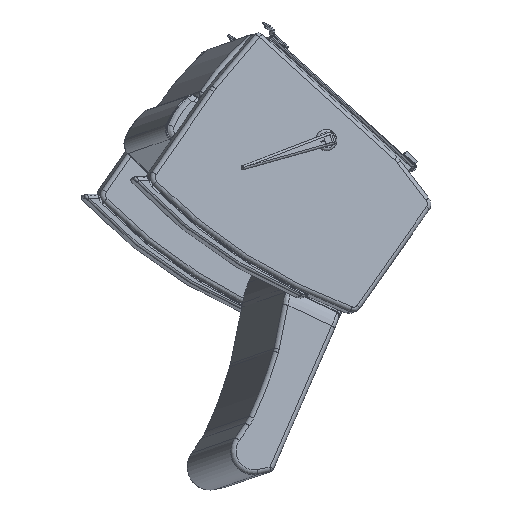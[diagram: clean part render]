
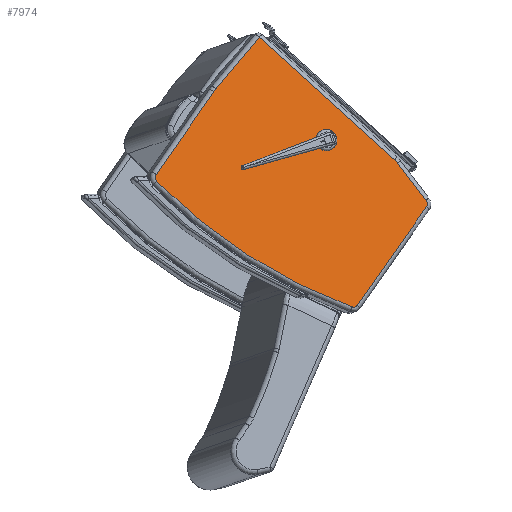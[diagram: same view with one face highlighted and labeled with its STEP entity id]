
A CAD part, left-side view. The second image highlights one B-rep face of the part: STEP entity #7974.
In plain terms, the highlighted face is planar.
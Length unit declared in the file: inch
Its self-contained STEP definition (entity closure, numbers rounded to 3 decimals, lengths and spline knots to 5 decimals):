
#647=CIRCLE('',#8708,0.625);
#652=CIRCLE('',#8714,0.5);
#654=CIRCLE('',#8717,59.625);
#655=CIRCLE('',#8719,0.625);
#661=CIRCLE('',#8727,4.5);
#664=CIRCLE('',#8734,2.625);
#1320=FACE_OUTER_BOUND('',#1840,.T.);
#1840=EDGE_LOOP('',(#6191,#6192,#6193,#6194,#6195,#6196,#6197,#6198,#6199,
#6200,#6201));
#2428=LINE('',#13308,#3002);
#2431=LINE('',#13356,#3005);
#2433=LINE('',#13365,#3007);
#2434=LINE('',#13379,#3008);
#2437=LINE('',#13386,#3011);
#3002=VECTOR('',#10261,0.3937);
#3005=VECTOR('',#10290,0.3937);
#3007=VECTOR('',#10302,0.3937);
#3008=VECTOR('',#10305,0.3937);
#3011=VECTOR('',#10312,0.3937);
#3579=VERTEX_POINT('',#13274);
#3581=VERTEX_POINT('',#13279);
#3582=VERTEX_POINT('',#13290);
#3584=VERTEX_POINT('',#13307);
#3586=VERTEX_POINT('',#13321);
#3589=VERTEX_POINT('',#13329);
#3590=VERTEX_POINT('',#13346);
#3592=VERTEX_POINT('',#13352);
#3594=VERTEX_POINT('',#13358);
#3597=VERTEX_POINT('',#13368);
#3598=VERTEX_POINT('',#13382);
#4467=EDGE_CURVE('',#3581,#3582,#647,.T.);
#4470=EDGE_CURVE('',#3582,#3584,#2428,.T.);
#4475=EDGE_CURVE('',#3584,#3586,#652,.T.);
#4477=EDGE_CURVE('',#3586,#3589,#654,.T.);
#4479=EDGE_CURVE('',#3589,#3590,#655,.T.);
#4484=EDGE_CURVE('',#3590,#3592,#2431,.T.);
#4487=EDGE_CURVE('',#3592,#3594,#661,.T.);
#4489=EDGE_CURVE('',#3594,#3579,#2433,.T.);
#4491=EDGE_CURVE('',#3597,#3581,#2434,.T.);
#4495=EDGE_CURVE('',#3579,#3598,#2437,.T.);
#4497=EDGE_CURVE('',#3598,#3597,#664,.T.);
#6191=ORIENTED_EDGE('',*,*,#4467,.F.);
#6192=ORIENTED_EDGE('',*,*,#4491,.F.);
#6193=ORIENTED_EDGE('',*,*,#4497,.F.);
#6194=ORIENTED_EDGE('',*,*,#4495,.F.);
#6195=ORIENTED_EDGE('',*,*,#4489,.F.);
#6196=ORIENTED_EDGE('',*,*,#4487,.F.);
#6197=ORIENTED_EDGE('',*,*,#4484,.F.);
#6198=ORIENTED_EDGE('',*,*,#4479,.F.);
#6199=ORIENTED_EDGE('',*,*,#4477,.F.);
#6200=ORIENTED_EDGE('',*,*,#4475,.F.);
#6201=ORIENTED_EDGE('',*,*,#4470,.F.);
#7685=PLANE('',#8768);
#7974=ADVANCED_FACE('',(#1320),#7685,.T.);
#8708=AXIS2_PLACEMENT_3D('',#13291,#10255,#10256);
#8714=AXIS2_PLACEMENT_3D('',#13325,#10269,#10270);
#8717=AXIS2_PLACEMENT_3D('',#13330,#10275,#10276);
#8719=AXIS2_PLACEMENT_3D('',#13347,#10279,#10280);
#8727=AXIS2_PLACEMENT_3D('',#13362,#10297,#10298);
#8734=AXIS2_PLACEMENT_3D('',#13389,#10317,#10318);
#8768=AXIS2_PLACEMENT_3D('',#13512,#10401,#10402);
#10255=DIRECTION('center_axis',(0.,0.,-1.));
#10256=DIRECTION('ref_axis',(-0.724,-0.69,0.));
#10261=DIRECTION('',(-0.099,0.995,0.));
#10269=DIRECTION('center_axis',(0.,0.,-1.));
#10270=DIRECTION('ref_axis',(-0.857,0.516,0.));
#10275=DIRECTION('center_axis',(0.,0.,-1.));
#10276=DIRECTION('ref_axis',(-0.167,0.986,0.));
#10279=DIRECTION('center_axis',(0.,0.,-1.));
#10280=DIRECTION('ref_axis',(0.709,0.705,0.));
#10290=DIRECTION('',(0.105,-0.994,0.));
#10297=DIRECTION('center_axis',(0.,0.,-1.));
#10298=DIRECTION('ref_axis',(0.998,0.061,0.));
#10302=DIRECTION('',(0.017,-1.,0.));
#10305=DIRECTION('',(-0.983,0.183,0.));
#10312=DIRECTION('',(-1.,0.,0.));
#10317=DIRECTION('center_axis',(0.,0.,-1.));
#10318=DIRECTION('ref_axis',(-0.093,-0.996,0.));
#10401=DIRECTION('center_axis',(0.,0.,1.));
#10402=DIRECTION('ref_axis',(1.,0.,0.));
#13274=CARTESIAN_POINT('',(13.64019,-8.80367,0.));
#13279=CARTESIAN_POINT('',(-12.30401,-7.80474,0.));
#13290=CARTESIAN_POINT('',(-12.8056,-7.28414,0.));
#13291=CARTESIAN_POINT('Origin',(-12.18763,-7.19067,0.));
#13307=CARTESIAN_POINT('',(-14.15484,6.21782,0.));
#13308=CARTESIAN_POINT('',(-13.08593,-4.47889,0.));
#13321=CARTESIAN_POINT('',(-13.84615,6.7305,0.));
#13325=CARTESIAN_POINT('Origin',(-13.65732,6.26753,0.));
#13329=CARTESIAN_POINT('',(11.75554,11.06645,0.));
#13330=CARTESIAN_POINT('Origin',(8.67221,-48.47877,0.));
#13346=CARTESIAN_POINT('',(12.29572,10.51238,0.));
#13347=CARTESIAN_POINT('Origin',(11.67417,10.44677,0.));
#13352=CARTESIAN_POINT('',(13.48834,-0.78649,0.));
#13356=CARTESIAN_POINT('',(12.79396,5.79203,0.));
#13358=CARTESIAN_POINT('',(13.51257,-1.1835,0.));
#13362=CARTESIAN_POINT('Origin',(9.0132,-1.25885,0.));
#13365=CARTESIAN_POINT('',(13.50113,-0.50047,0.));
#13368=CARTESIAN_POINT('',(-7.18501,-8.75809,0.));
#13379=CARTESIAN_POINT('',(-4.11551,-9.32976,0.));
#13382=CARTESIAN_POINT('',(-6.698,-8.80367,0.));
#13386=CARTESIAN_POINT('',(7.45016,-8.80367,0.));
#13389=CARTESIAN_POINT('Origin',(-6.698,-6.17867,0.));
#13512=CARTESIAN_POINT('Origin',(0.75168,-0.252,0.));
